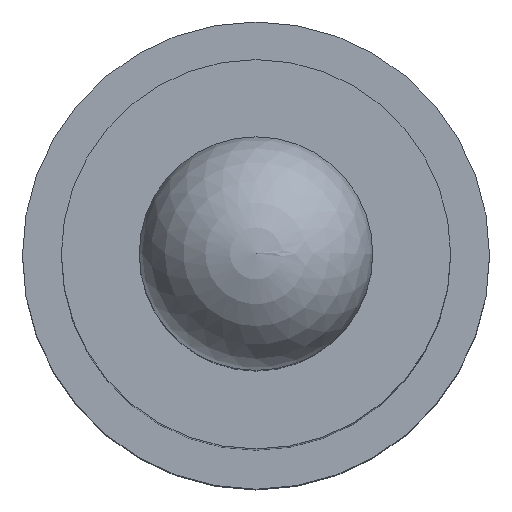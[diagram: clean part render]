
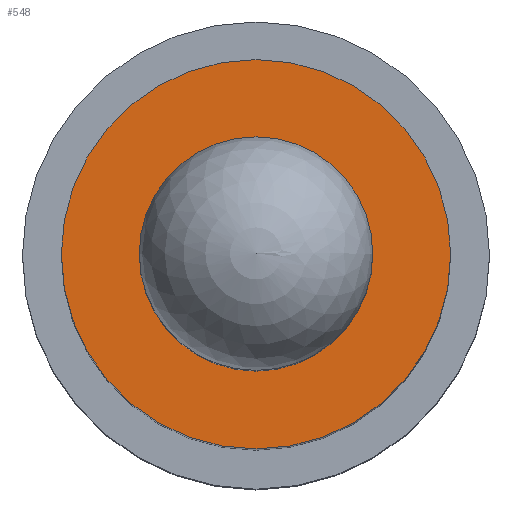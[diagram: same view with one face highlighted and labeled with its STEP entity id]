
A CAD part, top view. The second image highlights one B-rep face of the part: STEP entity #548.
In plain terms, the highlighted planar face has unit normal (0, 0, 1).
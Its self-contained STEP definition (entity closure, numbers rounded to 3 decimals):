
#26 = FACE_OUTER_BOUND ( 'NONE', #655, .T. ) ;
#42 = AXIS2_PLACEMENT_3D ( 'NONE', #873, #245, #556 ) ;
#78 = AXIS2_PLACEMENT_3D ( 'NONE', #121, #428, #258 ) ;
#92 = CARTESIAN_POINT ( 'NONE',  ( 0., 0., 50. ) ) ;
#121 = CARTESIAN_POINT ( 'NONE',  ( 0., 0., 50. ) ) ;
#147 = VERTEX_POINT ( 'NONE', #242 ) ;
#196 = CARTESIAN_POINT ( 'NONE',  ( 5., 0., 50. ) ) ;
#203 = DIRECTION ( 'NONE',  ( 0., 0., 1. ) ) ;
#222 = EDGE_CURVE ( 'NONE', #915, #486, #1016, .T. ) ;
#242 = CARTESIAN_POINT ( 'NONE',  ( -3., 0., 50. ) ) ;
#245 = DIRECTION ( 'NONE',  ( 0., 0., 1. ) ) ;
#258 = DIRECTION ( 'NONE',  ( 1., 0., 0. ) ) ;
#280 = EDGE_CURVE ( 'NONE', #635, #147, #324, .T. ) ;
#285 = CIRCLE ( 'NONE', #78, 5. ) ;
#315 = FACE_BOUND ( 'NONE', #757, .T. ) ;
#324 = CIRCLE ( 'NONE', #530, 3. ) ;
#332 = DIRECTION ( 'NONE',  ( 0., 0., 1. ) ) ;
#338 = ORIENTED_EDGE ( 'NONE', *, *, #222, .T. ) ;
#390 = DIRECTION ( 'NONE',  ( 1., 0., 0. ) ) ;
#425 = ORIENTED_EDGE ( 'NONE', *, *, #680, .F. ) ;
#428 = DIRECTION ( 'NONE',  ( 0., 0., 1. ) ) ;
#486 = VERTEX_POINT ( 'NONE', #771 ) ;
#511 = CARTESIAN_POINT ( 'NONE',  ( 0., 0., 50. ) ) ;
#530 = AXIS2_PLACEMENT_3D ( 'NONE', #511, #203, #829 ) ;
#548 = ADVANCED_FACE ( 'NONE', ( #315, #26 ), #721, .T. ) ;
#556 = DIRECTION ( 'NONE',  ( 1., 0., 0. ) ) ;
#557 = AXIS2_PLACEMENT_3D ( 'NONE', #877, #565, #390 ) ;
#565 = DIRECTION ( 'NONE',  ( 0., 0., 1. ) ) ;
#595 = CIRCLE ( 'NONE', #557, 3. ) ;
#635 = VERTEX_POINT ( 'NONE', #794 ) ;
#655 = EDGE_LOOP ( 'NONE', ( #793, #338 ) ) ;
#680 = EDGE_CURVE ( 'NONE', #147, #635, #595, .T. ) ;
#708 = DIRECTION ( 'NONE',  ( 1., 0., 0. ) ) ;
#721 = PLANE ( 'NONE',  #874 ) ;
#757 = EDGE_LOOP ( 'NONE', ( #425, #990 ) ) ;
#771 = CARTESIAN_POINT ( 'NONE',  ( -5., 0., 50. ) ) ;
#773 = EDGE_CURVE ( 'NONE', #486, #915, #285, .T. ) ;
#793 = ORIENTED_EDGE ( 'NONE', *, *, #773, .T. ) ;
#794 = CARTESIAN_POINT ( 'NONE',  ( 3., 0., 50. ) ) ;
#829 = DIRECTION ( 'NONE',  ( 1., 0., 0. ) ) ;
#873 = CARTESIAN_POINT ( 'NONE',  ( 0., 0., 50. ) ) ;
#874 = AXIS2_PLACEMENT_3D ( 'NONE', #92, #332, #708 ) ;
#877 = CARTESIAN_POINT ( 'NONE',  ( 0., 0., 50. ) ) ;
#915 = VERTEX_POINT ( 'NONE', #196 ) ;
#990 = ORIENTED_EDGE ( 'NONE', *, *, #280, .F. ) ;
#1016 = CIRCLE ( 'NONE', #42, 5. ) ;
